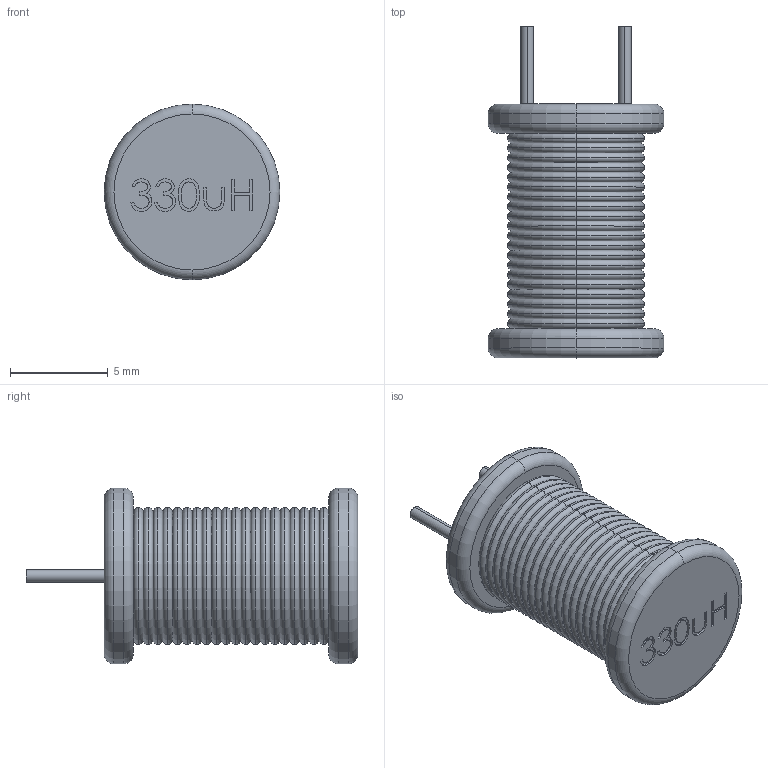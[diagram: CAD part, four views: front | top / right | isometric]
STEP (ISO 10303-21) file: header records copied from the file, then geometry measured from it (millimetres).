
FILE_DESCRIPTION (( 'STEP AP214' ), '1' );
FILE_NAME ('User Library-bobina 330uH.STEP', '2014-10-22T20:50:37', ( 'Windows User' ), ( '' ), 'SwSTEP 2.0', 'SolidWorks 2014', '' );
FILE_SCHEMA (( 'AUTOMOTIVE_DESIGN' ));
Length unit declared in the file: millimetre
Products named in the file (1): User Library-bobina 330uH
Bounding box: 9 x 17 x 9 mm (x, y, z)
Volume: 550.3 mm3; surface area: 1108.1 mm2
Topology: 21 solids, 21 shells, 177 faces, 407 edges, 242 vertices
Faces by surface type: torus 88, bspline 43, plane 36, cylinder 10
Entity records: 9443 total; most frequent: CARTESIAN_POINT 3566, ORIENTED_EDGE 814, DIRECTION 787, EDGE_CURVE 407, AXIS2_PLACEMENT_3D 331, VERTEX_POINT 242, CIRCLE 196, EDGE_LOOP 187
